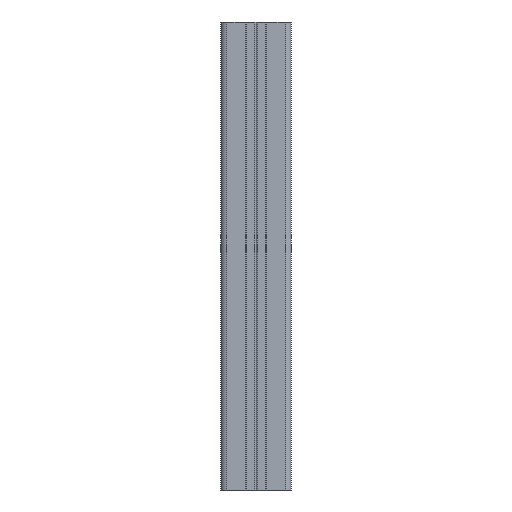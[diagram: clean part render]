
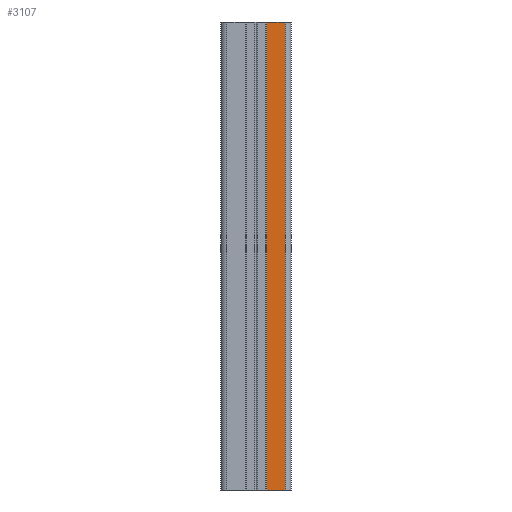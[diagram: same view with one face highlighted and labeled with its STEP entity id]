
A CAD part, front view. The second image highlights one B-rep face of the part: STEP entity #3107.
In plain terms, the highlighted planar face has unit normal (0, -1, 0).
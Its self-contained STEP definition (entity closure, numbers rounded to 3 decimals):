
#56=PLANE('',#3349);
#189=FACE_OUTER_BOUND('',#347,.T.);
#347=EDGE_LOOP('',(#2309,#2310,#2311,#2312));
#577=LINE('',#4796,#925);
#578=LINE('',#4799,#926);
#579=LINE('',#4801,#927);
#580=LINE('',#4802,#928);
#925=VECTOR('',#3893,10.);
#926=VECTOR('',#3896,10.);
#927=VECTOR('',#3897,10.);
#928=VECTOR('',#3898,10.);
#1397=VERTEX_POINT('',#4792);
#1398=VERTEX_POINT('',#4794);
#1399=VERTEX_POINT('',#4798);
#1400=VERTEX_POINT('',#4800);
#1775=EDGE_CURVE('',#1397,#1398,#577,.T.);
#1776=EDGE_CURVE('',#1399,#1397,#578,.T.);
#1777=EDGE_CURVE('',#1400,#1398,#579,.T.);
#1778=EDGE_CURVE('',#1399,#1400,#580,.T.);
#2309=ORIENTED_EDGE('',*,*,#1776,.T.);
#2310=ORIENTED_EDGE('',*,*,#1775,.T.);
#2311=ORIENTED_EDGE('',*,*,#1777,.F.);
#2312=ORIENTED_EDGE('',*,*,#1778,.F.);
#3107=ADVANCED_FACE('',(#189),#56,.T.);
#3349=AXIS2_PLACEMENT_3D('',#4797,#3894,#3895);
#3893=DIRECTION('',(0.,0.,1.));
#3894=DIRECTION('center_axis',(0.,-1.,0.));
#3895=DIRECTION('ref_axis',(1.,0.,0.));
#3896=DIRECTION('',(1.,0.,0.));
#3897=DIRECTION('',(1.,0.,0.));
#3898=DIRECTION('',(0.,0.,1.));
#4792=CARTESIAN_POINT('',(198.321,93.887,0.));
#4794=CARTESIAN_POINT('',(198.321,93.887,200.));
#4796=CARTESIAN_POINT('',(198.321,93.887,0.));
#4797=CARTESIAN_POINT('Origin',(190.371,93.887,0.));
#4798=CARTESIAN_POINT('',(190.371,93.887,0.));
#4799=CARTESIAN_POINT('',(190.371,93.887,0.));
#4800=CARTESIAN_POINT('',(190.371,93.887,200.));
#4801=CARTESIAN_POINT('',(190.371,93.887,200.));
#4802=CARTESIAN_POINT('',(190.371,93.887,0.));
